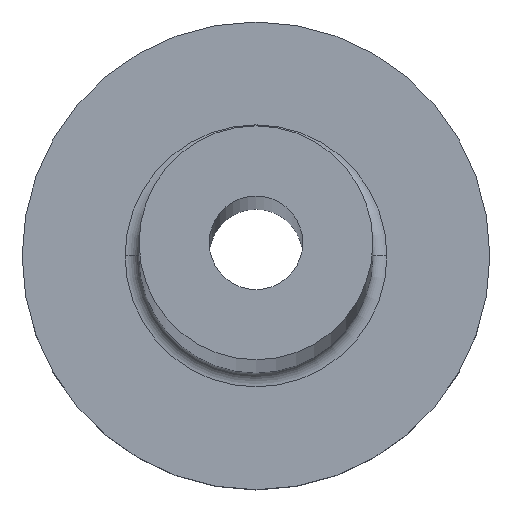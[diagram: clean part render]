
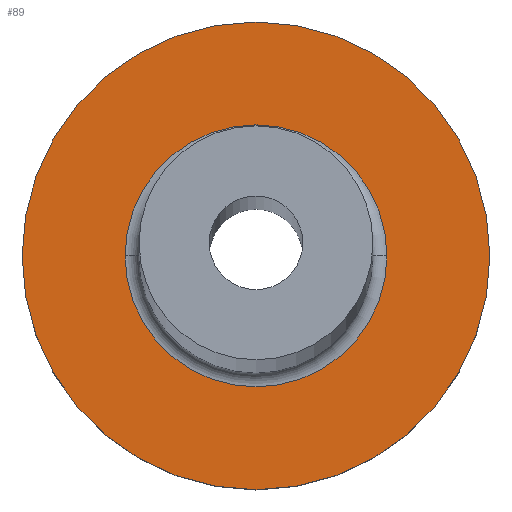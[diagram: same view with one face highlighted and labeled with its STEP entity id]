
A CAD part, top view. The second image highlights one B-rep face of the part: STEP entity #89.
In plain terms, the highlighted planar face has unit normal (0, 0, 1).
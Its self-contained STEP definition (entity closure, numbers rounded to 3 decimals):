
#1 = DIRECTION ( 'NONE',  ( 1., 0., 0. ) ) ;
#9 = AXIS2_PLACEMENT_3D ( 'NONE', #63, #94, #43 ) ;
#10 = DIRECTION ( 'NONE',  ( 0., 0., 1. ) ) ;
#33 = EDGE_LOOP ( 'NONE', ( #325, #173 ) ) ;
#39 = CIRCLE ( 'NONE', #256, 2.8 ) ;
#43 = DIRECTION ( 'NONE',  ( 1., 0., 0. ) ) ;
#48 = AXIS2_PLACEMENT_3D ( 'NONE', #372, #301, #366 ) ;
#63 = CARTESIAN_POINT ( 'NONE',  ( 0., 0., 3. ) ) ;
#77 = EDGE_CURVE ( 'NONE', #167, #136, #230, .T. ) ;
#89 = ADVANCED_FACE ( 'NONE', ( #91, #328 ), #214, .T. ) ;
#91 = FACE_BOUND ( 'NONE', #113, .T. ) ;
#94 = DIRECTION ( 'NONE',  ( 0., 0., 1. ) ) ;
#113 = EDGE_LOOP ( 'NONE', ( #169, #266 ) ) ;
#116 = DIRECTION ( 'NONE',  ( 1., 0., 0. ) ) ;
#136 = VERTEX_POINT ( 'NONE', #255 ) ;
#146 = EDGE_CURVE ( 'NONE', #319, #365, #264, .T. ) ;
#148 = CIRCLE ( 'NONE', #48, 5. ) ;
#167 = VERTEX_POINT ( 'NONE', #375 ) ;
#169 = ORIENTED_EDGE ( 'NONE', *, *, #146, .T. ) ;
#173 = ORIENTED_EDGE ( 'NONE', *, *, #77, .T. ) ;
#184 = CARTESIAN_POINT ( 'NONE',  ( -2.8, 0., 3. ) ) ;
#193 = AXIS2_PLACEMENT_3D ( 'NONE', #336, #222, #342 ) ;
#214 = PLANE ( 'NONE',  #371 ) ;
#222 = DIRECTION ( 'NONE',  ( 0., 0., -1. ) ) ;
#230 = CIRCLE ( 'NONE', #9, 5. ) ;
#243 = CARTESIAN_POINT ( 'NONE',  ( 0., 0., 3. ) ) ;
#255 = CARTESIAN_POINT ( 'NONE',  ( -5., 0., 3. ) ) ;
#256 = AXIS2_PLACEMENT_3D ( 'NONE', #243, #261, #1 ) ;
#257 = EDGE_CURVE ( 'NONE', #365, #319, #39, .T. ) ;
#258 = CARTESIAN_POINT ( 'NONE',  ( 2.8, 0., 3. ) ) ;
#261 = DIRECTION ( 'NONE',  ( 0., 0., -1. ) ) ;
#264 = CIRCLE ( 'NONE', #193, 2.8 ) ;
#266 = ORIENTED_EDGE ( 'NONE', *, *, #257, .T. ) ;
#272 = CARTESIAN_POINT ( 'NONE',  ( 0., 0., 3. ) ) ;
#301 = DIRECTION ( 'NONE',  ( 0., 0., 1. ) ) ;
#319 = VERTEX_POINT ( 'NONE', #258 ) ;
#325 = ORIENTED_EDGE ( 'NONE', *, *, #367, .T. ) ;
#328 = FACE_OUTER_BOUND ( 'NONE', #33, .T. ) ;
#336 = CARTESIAN_POINT ( 'NONE',  ( 0., 0., 3. ) ) ;
#342 = DIRECTION ( 'NONE',  ( 1., 0., 0. ) ) ;
#365 = VERTEX_POINT ( 'NONE', #184 ) ;
#366 = DIRECTION ( 'NONE',  ( 1., 0., 0. ) ) ;
#367 = EDGE_CURVE ( 'NONE', #136, #167, #148, .T. ) ;
#371 = AXIS2_PLACEMENT_3D ( 'NONE', #272, #10, #116 ) ;
#372 = CARTESIAN_POINT ( 'NONE',  ( 0., 0., 3. ) ) ;
#375 = CARTESIAN_POINT ( 'NONE',  ( 5., 0., 3. ) ) ;
